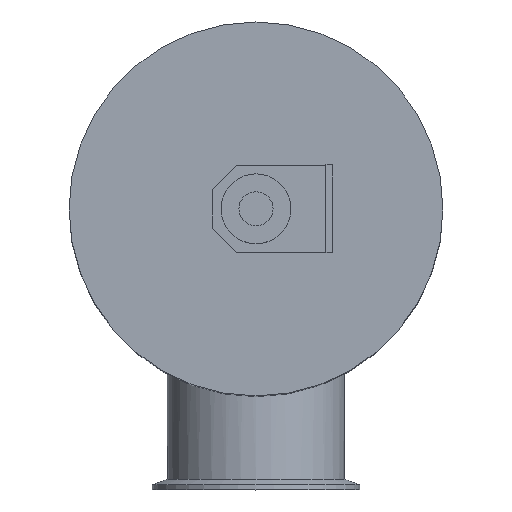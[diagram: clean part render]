
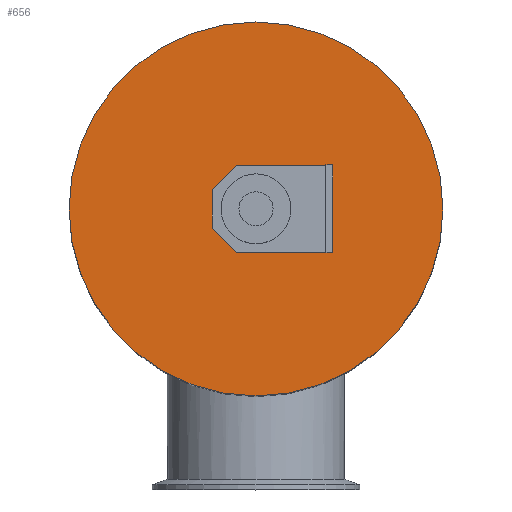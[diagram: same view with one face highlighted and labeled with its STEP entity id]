
A CAD part, top view. The second image highlights one B-rep face of the part: STEP entity #656.
In plain terms, the highlighted planar face has unit normal (0, 0, 1).
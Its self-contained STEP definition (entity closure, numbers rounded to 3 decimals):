
#166=FACE_OUTER_BOUND('',#219,.T.);
#219=EDGE_LOOP('',(#466));
#278=CIRCLE('',#779,107.);
#315=VERTEX_POINT('',#1102);
#373=EDGE_CURVE('',#315,#315,#278,.T.);
#466=ORIENTED_EDGE('',*,*,#373,.F.);
#627=PLANE('',#778);
#656=ADVANCED_FACE('',(#166),#627,.T.);
#778=AXIS2_PLACEMENT_3D('',#1101,#889,#890);
#779=AXIS2_PLACEMENT_3D('',#1103,#891,#892);
#889=DIRECTION('center_axis',(0.,0.,1.));
#890=DIRECTION('ref_axis',(1.,0.,0.));
#891=DIRECTION('center_axis',(0.,0.,-1.));
#892=DIRECTION('ref_axis',(-1.,0.,0.));
#1101=CARTESIAN_POINT('Origin',(-53.5,0.,412.8));
#1102=CARTESIAN_POINT('',(107.,0.,412.8));
#1103=CARTESIAN_POINT('Origin',(0.,0.,412.8));
